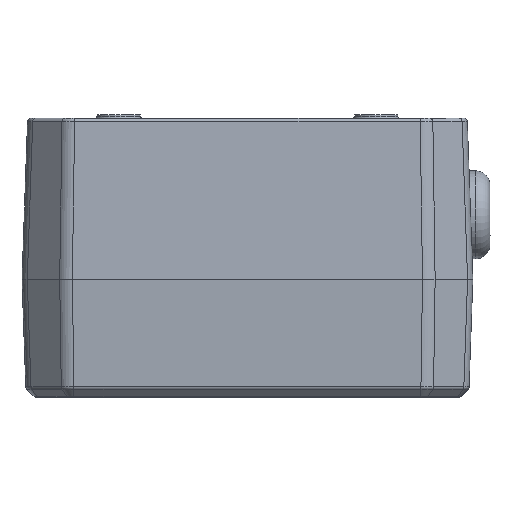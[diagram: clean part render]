
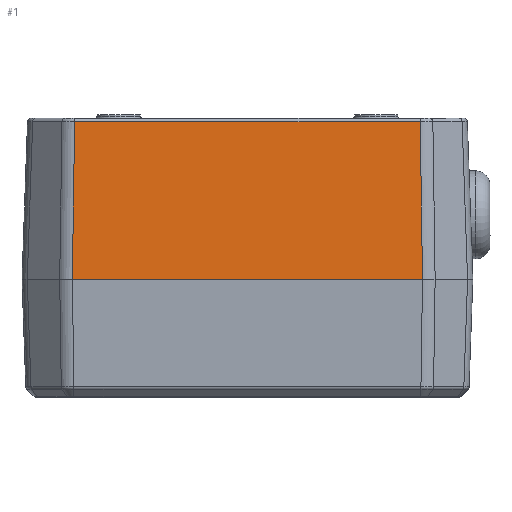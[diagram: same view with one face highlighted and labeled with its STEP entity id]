
A CAD part, left-side view. The second image highlights one B-rep face of the part: STEP entity #1.
In plain terms, the highlighted planar face has unit normal (-0.999, 0, 0.035).
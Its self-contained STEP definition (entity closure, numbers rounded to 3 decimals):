
#1 = ADVANCED_FACE ( 'NONE', ( #8243 ), #14676, .T. ) ;
#327 = DIRECTION ( 'NONE',  ( 0., 1., 0. ) ) ;
#1396 = VECTOR ( 'NONE', #327, 1000. ) ;
#1588 = AXIS2_PLACEMENT_3D ( 'NONE', #3472, #2012, #5769 ) ;
#2012 = DIRECTION ( 'NONE',  ( -0.999, 0., 0.035 ) ) ;
#2223 = VERTEX_POINT ( 'NONE', #9472 ) ;
#2344 = LINE ( 'NONE', #11438, #11557 ) ;
#2372 = VERTEX_POINT ( 'NONE', #9719 ) ;
#3025 = DIRECTION ( 'NONE',  ( 0., 1., 0. ) ) ;
#3472 = CARTESIAN_POINT ( 'NONE',  ( -60., 51., -46. ) ) ;
#3561 = DIRECTION ( 'NONE',  ( -0.035, 0.014, -0.999 ) ) ;
#3955 = CARTESIAN_POINT ( 'NONE',  ( -60., -48.93, -46. ) ) ;
#4255 = VECTOR ( 'NONE', #4712, 1000. ) ;
#4269 = ORIENTED_EDGE ( 'NONE', *, *, #15646, .T. ) ;
#4712 = DIRECTION ( 'NONE',  ( 0.035, 0.014, 0.999 ) ) ;
#4853 = VERTEX_POINT ( 'NONE', #3955 ) ;
#5386 = CARTESIAN_POINT ( 'NONE',  ( -58.462, 48.279, -1.965 ) ) ;
#5457 = LINE ( 'NONE', #5386, #1396 ) ;
#5769 = DIRECTION ( 'NONE',  ( -0.035, 0., -0.999 ) ) ;
#5771 = ORIENTED_EDGE ( 'NONE', *, *, #14368, .F. ) ;
#6400 = CARTESIAN_POINT ( 'NONE',  ( -58.462, -48.293, -1.965 ) ) ;
#7241 = ORIENTED_EDGE ( 'NONE', *, *, #9485, .T. ) ;
#7675 = VERTEX_POINT ( 'NONE', #6400 ) ;
#7806 = ORIENTED_EDGE ( 'NONE', *, *, #9290, .T. ) ;
#7870 = VECTOR ( 'NONE', #3025, 1000. ) ;
#8084 = LINE ( 'NONE', #14220, #7870 ) ;
#8243 = FACE_OUTER_BOUND ( 'NONE', #14977, .T. ) ;
#9290 = EDGE_CURVE ( 'NONE', #7675, #2372, #5457, .T. ) ;
#9384 = LINE ( 'NONE', #12166, #4255 ) ;
#9472 = CARTESIAN_POINT ( 'NONE',  ( -60., 48.93, -46. ) ) ;
#9485 = EDGE_CURVE ( 'NONE', #4853, #7675, #9384, .T. ) ;
#9719 = CARTESIAN_POINT ( 'NONE',  ( -58.462, 48.293, -1.965 ) ) ;
#11438 = CARTESIAN_POINT ( 'NONE',  ( -60.001, 48.931, -46.03 ) ) ;
#11557 = VECTOR ( 'NONE', #3561, 1000. ) ;
#12166 = CARTESIAN_POINT ( 'NONE',  ( -59.95, -48.909, -44.557 ) ) ;
#14220 = CARTESIAN_POINT ( 'NONE',  ( -60., 51., -46. ) ) ;
#14368 = EDGE_CURVE ( 'NONE', #4853, #2223, #8084, .T. ) ;
#14676 = PLANE ( 'NONE',  #1588 ) ;
#14977 = EDGE_LOOP ( 'NONE', ( #7241, #7806, #4269, #5771 ) ) ;
#15646 = EDGE_CURVE ( 'NONE', #2372, #2223, #2344, .T. ) ;
